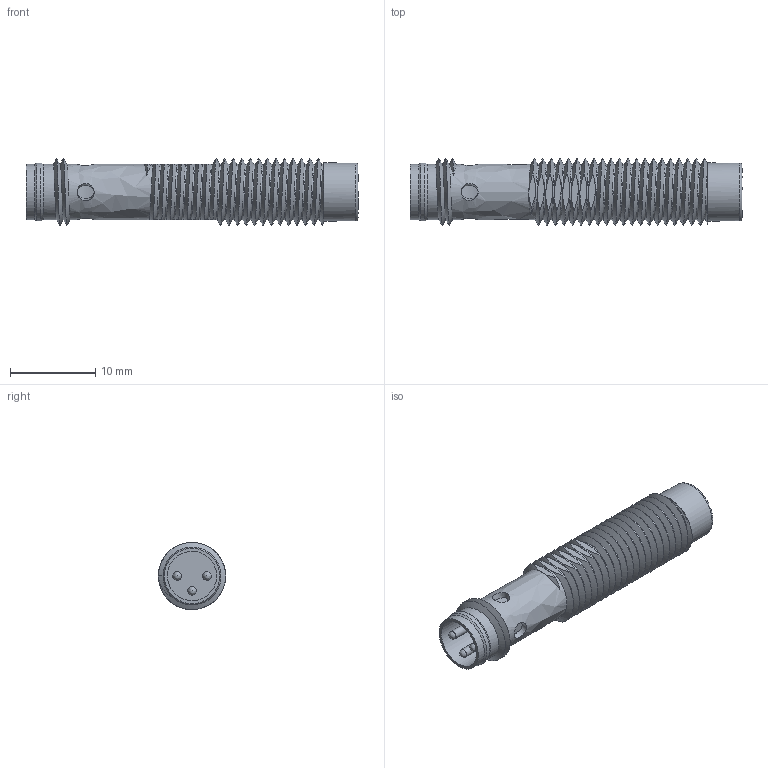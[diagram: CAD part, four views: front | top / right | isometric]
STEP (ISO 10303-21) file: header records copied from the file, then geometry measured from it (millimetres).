
FILE_DESCRIPTION( ('This file contains a STEP AP42 implementation' ,'as created by ZW3D STEP Interface translator.') ,'2;1' );
FILE_NAME( 'WCN1-0802X-XCS3.stp' ,'201023.1523 9', (''), ('ZWCAD Software Co.'), 'Version 1.0', 'ZW3D to STEP translator', '' );
FILE_SCHEMA(('AUTOMOTIVE_DESIGN'));
Length unit declared in the file: millimetre
Products named in the file (2): 0; WCN1-0802X-XCS3
Bounding box: 39 x 7.89 x 7.88 mm (x, y, z)
Volume: 1306.9 mm3; surface area: 1438 mm2
Topology: 1 solids, 1 shells, 117 faces, 272 edges, 161 vertices
Faces by surface type: bspline 117
Entity records: 5708 total; most frequent: CARTESIAN_POINT 4045, ORIENTED_EDGE 532, EDGE_CURVE 266, VERTEX_POINT 157, B_SPLINE_CURVE_WITH_KNOTS 144, EDGE_LOOP 123, FACE_OUTER_BOUND 117, ADVANCED_FACE 117
